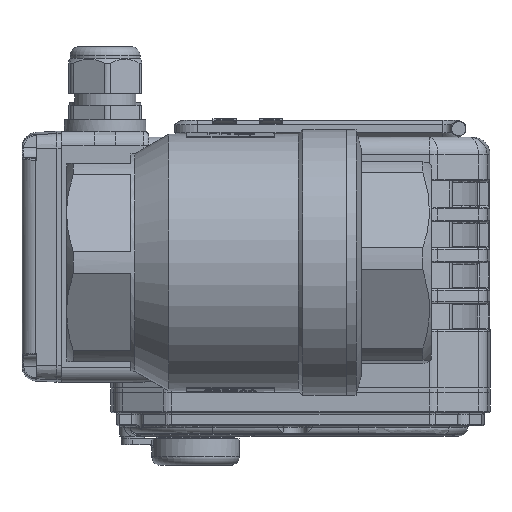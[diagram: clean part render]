
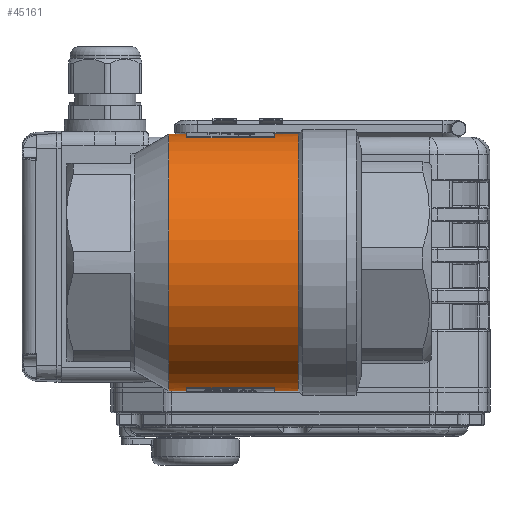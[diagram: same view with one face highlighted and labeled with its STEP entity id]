
A CAD part, front view. The second image highlights one B-rep face of the part: STEP entity #45161.
In plain terms, the highlighted cylindrical face has radius 44 mm (diameter 88 mm), a full revolution.
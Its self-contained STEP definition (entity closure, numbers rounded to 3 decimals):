
#2161=CIRCLE('',#48101,44.);
#2163=CIRCLE('',#48105,44.);
#2205=CIRCLE('',#48269,44.);
#2207=CIRCLE('',#48273,44.);
#2276=CIRCLE('',#48411,44.);
#2277=CIRCLE('',#48412,44.);
#4698=B_SPLINE_CURVE_WITH_KNOTS('',3,(#72787,#72788,#72789,#72790,#72791,
#72792,#72793,#72794,#72795,#72796,#72797,#72798,#72799,#72800,#72801,#72802,
#72803,#72804,#72805,#72806,#72807,#72808,#72809,#72810,#72811),
 .UNSPECIFIED.,.T.,.F.,(1,1,1,1,1,1,1,1,1,1,1,1,1,1,1,1,1,1,1,1,1,1,1,1,
1,1,1,1,1),(-0.009,-0.006,-0.003,
0.,0.003,0.006,0.011,0.017,
0.023,0.029,0.034,0.037,
0.04,0.043,0.046,0.048,
0.051,0.057,0.063,0.068,
0.074,0.08,0.083,0.086,
0.088,0.091,0.094,0.097,
0.103),.UNSPECIFIED.);
#5350=LINE('',#67845,#8883);
#5355=LINE('',#67859,#8888);
#5648=LINE('',#72299,#9181);
#5651=LINE('',#72308,#9184);
#8883=VECTOR('',#53111,1000.);
#8888=VECTOR('',#53124,1000.);
#9181=VECTOR('',#53753,1000.);
#9184=VECTOR('',#53764,1000.);
#14112=ORIENTED_EDGE('',*,*,#26108,.F.);
#14113=ORIENTED_EDGE('',*,*,#26112,.T.);
#14114=ORIENTED_EDGE('',*,*,#26115,.T.);
#14115=ORIENTED_EDGE('',*,*,#26117,.T.);
#14116=ORIENTED_EDGE('',*,*,#26841,.F.);
#14117=ORIENTED_EDGE('',*,*,#26842,.T.);
#14118=ORIENTED_EDGE('',*,*,#26633,.T.);
#14119=ORIENTED_EDGE('',*,*,#26624,.F.);
#14120=ORIENTED_EDGE('',*,*,#26628,.F.);
#14121=ORIENTED_EDGE('',*,*,#26631,.F.);
#14122=ORIENTED_EDGE('',*,*,#26843,.F.);
#26108=EDGE_CURVE('',#32827,#32828,#5350,.T.);
#26112=EDGE_CURVE('',#32827,#32830,#2161,.T.);
#26115=EDGE_CURVE('',#32830,#32832,#5355,.T.);
#26117=EDGE_CURVE('',#32832,#32828,#2163,.T.);
#26624=EDGE_CURVE('',#33173,#33174,#2205,.T.);
#26628=EDGE_CURVE('',#33176,#33173,#5648,.T.);
#26631=EDGE_CURVE('',#33178,#33176,#2207,.T.);
#26633=EDGE_CURVE('',#33178,#33174,#5651,.T.);
#26841=EDGE_CURVE('',#33320,#33320,#2276,.T.);
#26842=EDGE_CURVE('',#33321,#33321,#2277,.T.);
#26843=EDGE_CURVE('',#33322,#33322,#4698,.T.);
#32827=VERTEX_POINT('',#67844);
#32828=VERTEX_POINT('',#67846);
#32830=VERTEX_POINT('',#67852);
#32832=VERTEX_POINT('',#67858);
#33173=VERTEX_POINT('',#72290);
#33174=VERTEX_POINT('',#72292);
#33176=VERTEX_POINT('',#72298);
#33178=VERTEX_POINT('',#72304);
#33320=VERTEX_POINT('',#72784);
#33321=VERTEX_POINT('',#72786);
#33322=VERTEX_POINT('',#72812);
#37632=EDGE_LOOP('',(#14112,#14113,#14114,#14115));
#37633=EDGE_LOOP('',(#14116));
#37634=EDGE_LOOP('',(#14117));
#37635=EDGE_LOOP('',(#14118,#14119,#14120,#14121));
#37636=EDGE_LOOP('',(#14122));
#40947=FACE_BOUND('',#37632,.T.);
#40948=FACE_BOUND('',#37633,.T.);
#40949=FACE_BOUND('',#37634,.T.);
#40950=FACE_BOUND('',#37635,.T.);
#40951=FACE_BOUND('',#37636,.T.);
#43920=CYLINDRICAL_SURFACE('',#48410,44.);
#45161=ADVANCED_FACE('',(#40947,#40948,#40949,#40950,#40951),#43920,.T.);
#48101=AXIS2_PLACEMENT_3D('',#67853,#53118,#53119);
#48105=AXIS2_PLACEMENT_3D('',#67862,#53129,#53130);
#48269=AXIS2_PLACEMENT_3D('',#72291,#53746,#53747);
#48273=AXIS2_PLACEMENT_3D('',#72305,#53759,#53760);
#48410=AXIS2_PLACEMENT_3D('',#72782,#54161,#54162);
#48411=AXIS2_PLACEMENT_3D('',#72783,#54163,#54164);
#48412=AXIS2_PLACEMENT_3D('',#72785,#54165,#54166);
#53111=DIRECTION('',(-1.,0.,0.));
#53118=DIRECTION('',(1.,0.,0.));
#53119=DIRECTION('',(0.,0.,-1.));
#53124=DIRECTION('',(-1.,0.,0.));
#53129=DIRECTION('',(-1.,0.,0.));
#53130=DIRECTION('',(0.,0.,1.));
#53746=DIRECTION('',(1.,0.,0.));
#53747=DIRECTION('',(0.,1.,0.));
#53753=DIRECTION('',(-1.,0.,0.));
#53759=DIRECTION('',(-1.,0.,0.));
#53760=DIRECTION('',(0.,-1.,0.));
#53764=DIRECTION('',(-1.,0.,0.));
#54161=DIRECTION('',(-1.,0.,0.));
#54162=DIRECTION('',(0.,0.,1.));
#54163=DIRECTION('',(-1.,0.,0.));
#54164=DIRECTION('',(0.,0.,1.));
#54165=DIRECTION('',(-1.,0.,0.));
#54166=DIRECTION('',(0.,0.,1.));
#67844=CARTESIAN_POINT('',(9.041,-10.,-42.849));
#67845=CARTESIAN_POINT('',(-62.2,-10.,-42.849));
#67846=CARTESIAN_POINT('',(-20.959,-10.,-42.849));
#67852=CARTESIAN_POINT('',(9.041,10.,-42.849));
#67853=CARTESIAN_POINT('',(9.041,0.,0.));
#67858=CARTESIAN_POINT('',(-20.959,10.,-42.849));
#67859=CARTESIAN_POINT('',(-62.2,10.,-42.849));
#67862=CARTESIAN_POINT('',(-20.959,0.,0.));
#72290=CARTESIAN_POINT('',(-20.959,10.,42.849));
#72291=CARTESIAN_POINT('',(-20.959,0.,0.));
#72292=CARTESIAN_POINT('',(-20.959,-10.,42.849));
#72298=CARTESIAN_POINT('',(9.041,10.,42.849));
#72299=CARTESIAN_POINT('',(-62.2,10.,42.849));
#72304=CARTESIAN_POINT('',(9.041,-10.,42.849));
#72305=CARTESIAN_POINT('',(9.041,0.,0.));
#72308=CARTESIAN_POINT('',(-62.2,-10.,42.849));
#72782=CARTESIAN_POINT('',(-62.2,0.,0.));
#72783=CARTESIAN_POINT('',(-27.2,0.,0.));
#72784=CARTESIAN_POINT('',(-27.2,0.,44.));
#72785=CARTESIAN_POINT('',(17.3,0.,0.));
#72786=CARTESIAN_POINT('',(17.3,0.,44.));
#72787=CARTESIAN_POINT('',(-2.9,41.611,14.304));
#72788=CARTESIAN_POINT('',(0.01,41.508,14.596));
#72789=CARTESIAN_POINT('',(2.858,41.609,14.311));
#72790=CARTESIAN_POINT('',(6.534,41.987,13.191));
#72791=CARTESIAN_POINT('',(10.511,42.792,10.516));
#72792=CARTESIAN_POINT('',(13.726,43.736,5.737));
#72793=CARTESIAN_POINT('',(14.883,44.131,0.019));
#72794=CARTESIAN_POINT('',(13.74,43.74,-5.714));
#72795=CARTESIAN_POINT('',(11.045,42.95,-9.719));
#72796=CARTESIAN_POINT('',(8.142,42.311,-12.11));
#72797=CARTESIAN_POINT('',(5.612,41.893,-13.471));
#72798=CARTESIAN_POINT('',(2.902,41.611,-14.303));
#72799=CARTESIAN_POINT('',(-0.008,41.508,-14.596));
#72800=CARTESIAN_POINT('',(-2.856,41.609,-14.311));
#72801=CARTESIAN_POINT('',(-6.532,41.986,-13.192));
#72802=CARTESIAN_POINT('',(-10.51,42.792,-10.517));
#72803=CARTESIAN_POINT('',(-13.726,43.736,-5.738));
#72804=CARTESIAN_POINT('',(-14.883,44.131,-0.019));
#72805=CARTESIAN_POINT('',(-13.74,43.74,5.715));
#72806=CARTESIAN_POINT('',(-11.044,42.95,9.72));
#72807=CARTESIAN_POINT('',(-8.141,42.311,12.111));
#72808=CARTESIAN_POINT('',(-5.61,41.892,13.471));
#72809=CARTESIAN_POINT('',(-2.9,41.611,14.304));
#72810=CARTESIAN_POINT('',(0.01,41.508,14.596));
#72811=CARTESIAN_POINT('',(2.858,41.609,14.311));
#72812=CARTESIAN_POINT('',(0.,41.542,14.5));
